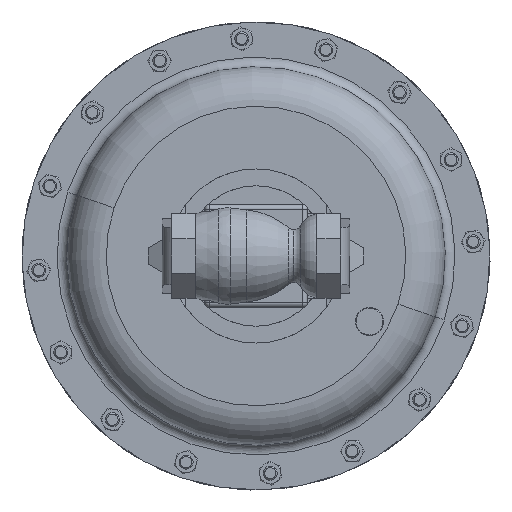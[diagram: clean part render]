
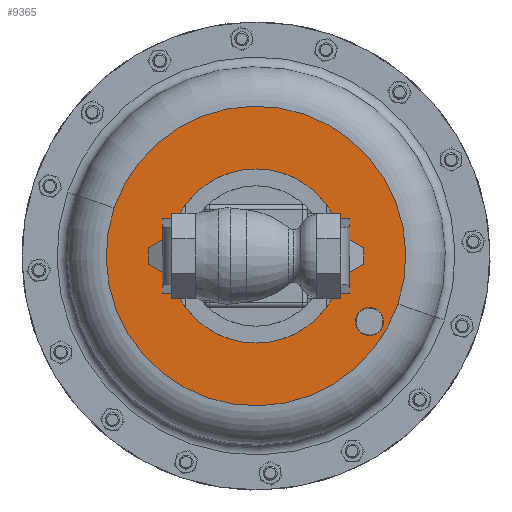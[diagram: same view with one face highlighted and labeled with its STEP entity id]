
A CAD part, front view. The second image highlights one B-rep face of the part: STEP entity #9365.
In plain terms, the highlighted planar face has unit normal (0, -1, 0).
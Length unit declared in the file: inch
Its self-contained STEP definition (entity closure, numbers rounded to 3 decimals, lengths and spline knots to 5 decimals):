
#911 = DIRECTION ( 'NONE',  ( 0., 1., 0. ) ) ;
#3329 = CIRCLE ( 'NONE', #27634, 0.375 ) ;
#3387 = CIRCLE ( 'NONE', #24079, 2.325 ) ;
#3863 = ORIENTED_EDGE ( 'NONE', *, *, #16537, .T. ) ;
#4074 = DIRECTION ( 'NONE',  ( 0., -1., 0. ) ) ;
#4089 = AXIS2_PLACEMENT_3D ( 'NONE', #13903, #31363, #16405 ) ;
#4363 = PLANE ( 'NONE',  #30660 ) ;
#4454 = EDGE_CURVE ( 'NONE', #9529, #9810, #25927, .T. ) ;
#7452 = CARTESIAN_POINT ( 'NONE',  ( 0., 7.835, 0. ) ) ;
#7455 = CARTESIAN_POINT ( 'NONE',  ( 0., 7.835, 0. ) ) ;
#7561 = AXIS2_PLACEMENT_3D ( 'NONE', #7452, #24940, #9983 ) ;
#9361 = DIRECTION ( 'NONE',  ( 0., -1., 0. ) ) ;
#9365 = ADVANCED_FACE ( 'NONE', ( #22643, #30044, #15978 ), #4363, .T. ) ;
#9486 = CIRCLE ( 'NONE', #4089, 0.375 ) ;
#9529 = VERTEX_POINT ( 'NONE', #27783 ) ;
#9810 = VERTEX_POINT ( 'NONE', #29779 ) ;
#9983 = DIRECTION ( 'NONE',  ( 0.947, 0., -0.321 ) ) ;
#9984 = DIRECTION ( 'NONE',  ( 0., 0., -1. ) ) ;
#10659 = ORIENTED_EDGE ( 'NONE', *, *, #12254, .F. ) ;
#11055 = EDGE_LOOP ( 'NONE', ( #3863, #12091 ) ) ;
#11503 = EDGE_CURVE ( 'NONE', #16519, #29012, #24897, .T. ) ;
#12091 = ORIENTED_EDGE ( 'NONE', *, *, #13731, .T. ) ;
#12254 = EDGE_CURVE ( 'NONE', #29012, #16519, #3387, .T. ) ;
#12485 = CARTESIAN_POINT ( 'NONE',  ( 0., 7.835, 2.325 ) ) ;
#12968 = ORIENTED_EDGE ( 'NONE', *, *, #13533, .F. ) ;
#13046 = CARTESIAN_POINT ( 'NONE',  ( 3.38619, 7.835, -1.87054 ) ) ;
#13399 = ORIENTED_EDGE ( 'NONE', *, *, #11503, .F. ) ;
#13533 = EDGE_CURVE ( 'NONE', #9810, #9529, #19774, .T. ) ;
#13731 = EDGE_CURVE ( 'NONE', #29389, #30449, #3329, .T. ) ;
#13903 = CARTESIAN_POINT ( 'NONE',  ( 3.03109, 7.835, -1.75 ) ) ;
#14415 = DIRECTION ( 'NONE',  ( 0., 1., 0. ) ) ;
#15866 = CARTESIAN_POINT ( 'NONE',  ( 3.03109, 7.835, -1.75 ) ) ;
#15978 = FACE_BOUND ( 'NONE', #11055, .T. ) ;
#16405 = DIRECTION ( 'NONE',  ( 0.947, 0., -0.321 ) ) ;
#16519 = VERTEX_POINT ( 'NONE', #31235 ) ;
#16537 = EDGE_CURVE ( 'NONE', #30449, #29389, #9486, .T. ) ;
#18386 = DIRECTION ( 'NONE',  ( 0.947, 0., -0.321 ) ) ;
#19056 = CARTESIAN_POINT ( 'NONE',  ( 0., 7.835, 0. ) ) ;
#19774 = CIRCLE ( 'NONE', #7561, 4. ) ;
#20700 = AXIS2_PLACEMENT_3D ( 'NONE', #7455, #24942, #9984 ) ;
#21551 = DIRECTION ( 'NONE',  ( 0., 0., -1. ) ) ;
#22643 = FACE_BOUND ( 'NONE', #30058, .T. ) ;
#24079 = AXIS2_PLACEMENT_3D ( 'NONE', #19056, #4074, #21551 ) ;
#24897 = CIRCLE ( 'NONE', #20700, 2.325 ) ;
#24940 = DIRECTION ( 'NONE',  ( 0., 1., 0. ) ) ;
#24942 = DIRECTION ( 'NONE',  ( 0., -1., 0. ) ) ;
#25343 = CARTESIAN_POINT ( 'NONE',  ( 2.67599, 7.835, -1.62946 ) ) ;
#25927 = CIRCLE ( 'NONE', #31767, 4. ) ;
#26731 = CARTESIAN_POINT ( 'NONE',  ( -1.28576, 7.835, -3.78772 ) ) ;
#26833 = DIRECTION ( 'NONE',  ( -0.947, 0., 0.321 ) ) ;
#27634 = AXIS2_PLACEMENT_3D ( 'NONE', #15866, #911, #18386 ) ;
#27783 = CARTESIAN_POINT ( 'NONE',  ( 3.78772, 7.835, -1.28576 ) ) ;
#29012 = VERTEX_POINT ( 'NONE', #12485 ) ;
#29180 = EDGE_LOOP ( 'NONE', ( #32193, #12968 ) ) ;
#29356 = CARTESIAN_POINT ( 'NONE',  ( 0., 7.835, 0. ) ) ;
#29389 = VERTEX_POINT ( 'NONE', #25343 ) ;
#29779 = CARTESIAN_POINT ( 'NONE',  ( -3.78772, 7.835, 1.28576 ) ) ;
#30044 = FACE_OUTER_BOUND ( 'NONE', #29180, .T. ) ;
#30058 = EDGE_LOOP ( 'NONE', ( #13399, #10659 ) ) ;
#30449 = VERTEX_POINT ( 'NONE', #13046 ) ;
#30660 = AXIS2_PLACEMENT_3D ( 'NONE', #26731, #9361, #26833 ) ;
#31235 = CARTESIAN_POINT ( 'NONE',  ( 0., 7.835, -2.325 ) ) ;
#31363 = DIRECTION ( 'NONE',  ( 0., 1., 0. ) ) ;
#31767 = AXIS2_PLACEMENT_3D ( 'NONE', #29356, #14415, #31879 ) ;
#31879 = DIRECTION ( 'NONE',  ( 0.947, 0., -0.321 ) ) ;
#32193 = ORIENTED_EDGE ( 'NONE', *, *, #4454, .F. ) ;
